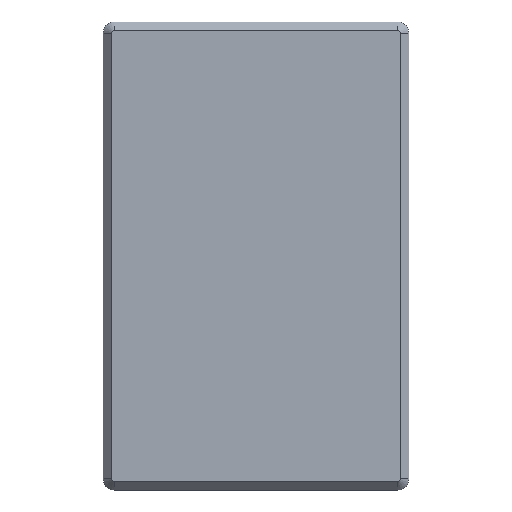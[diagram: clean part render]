
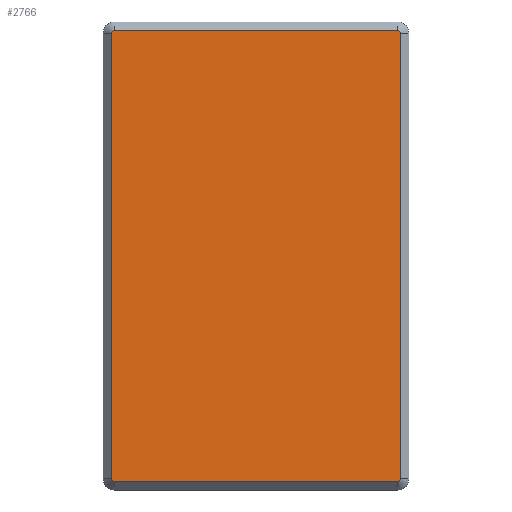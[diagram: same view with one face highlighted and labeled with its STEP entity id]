
A CAD part, top view. The second image highlights one B-rep face of the part: STEP entity #2766.
In plain terms, the highlighted planar face has unit normal (0, 0, 1).
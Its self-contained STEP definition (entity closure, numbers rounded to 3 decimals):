
#589 = VERTEX_POINT ( 'NONE', #37726 ) ;
#969 = VECTOR ( 'NONE', #17250, 1000. ) ;
#2766 = ADVANCED_FACE ( 'NONE', ( #41505 ), #6129, .T. ) ;
#3106 = CARTESIAN_POINT ( 'NONE',  ( 264.5, -17., 13.5 ) ) ;
#3221 = DIRECTION ( 'NONE',  ( -1., 0., 0. ) ) ;
#3938 = VERTEX_POINT ( 'NONE', #33315 ) ;
#6129 = PLANE ( 'NONE',  #20256 ) ;
#7150 = VECTOR ( 'NONE', #3221, 1000. ) ;
#7173 = AXIS2_PLACEMENT_3D ( 'NONE', #13683, #10054, #28025 ) ;
#7799 = CARTESIAN_POINT ( 'NONE',  ( -17., -19.5, 13.5 ) ) ;
#8672 = CARTESIAN_POINT ( 'NONE',  ( -19.5, -17., 13.5 ) ) ;
#9689 = ORIENTED_EDGE ( 'NONE', *, *, #29393, .T. ) ;
#10054 = DIRECTION ( 'NONE',  ( 0., 0., 1. ) ) ;
#10061 = EDGE_CURVE ( 'NONE', #589, #19221, #26334, .T. ) ;
#10824 = EDGE_CURVE ( 'NONE', #17363, #42071, #12595, .T. ) ;
#12587 = VERTEX_POINT ( 'NONE', #26724 ) ;
#12595 = CIRCLE ( 'NONE', #35924, 2.5 ) ;
#13415 = DIRECTION ( 'NONE',  ( 0., -1., 0. ) ) ;
#13485 = CARTESIAN_POINT ( 'NONE',  ( -17., -19.5, 13.5 ) ) ;
#13610 = ORIENTED_EDGE ( 'NONE', *, *, #10061, .T. ) ;
#13683 = CARTESIAN_POINT ( 'NONE',  ( 262., 422., 13.5 ) ) ;
#13855 = DIRECTION ( 'NONE',  ( 1., 0., 0. ) ) ;
#14184 = DIRECTION ( 'NONE',  ( 0., 0., 1. ) ) ;
#14293 = DIRECTION ( 'NONE',  ( 1., 0., 0. ) ) ;
#14463 = VECTOR ( 'NONE', #13415, 1000. ) ;
#14969 = ORIENTED_EDGE ( 'NONE', *, *, #10824, .T. ) ;
#15290 = DIRECTION ( 'NONE',  ( 1., 0., 0. ) ) ;
#16156 = LINE ( 'NONE', #44672, #14463 ) ;
#16671 = EDGE_CURVE ( 'NONE', #43752, #44810, #41977, .T. ) ;
#16684 = CARTESIAN_POINT ( 'NONE',  ( 262., 424.5, 13.5 ) ) ;
#16875 = EDGE_CURVE ( 'NONE', #44810, #17363, #39741, .T. ) ;
#17168 = AXIS2_PLACEMENT_3D ( 'NONE', #17578, #24443, #23995 ) ;
#17250 = DIRECTION ( 'NONE',  ( 0., 1., 0. ) ) ;
#17363 = VERTEX_POINT ( 'NONE', #37472 ) ;
#17578 = CARTESIAN_POINT ( 'NONE',  ( -17., -17., 13.5 ) ) ;
#18078 = ORIENTED_EDGE ( 'NONE', *, *, #43968, .T. ) ;
#19221 = VERTEX_POINT ( 'NONE', #41965 ) ;
#20256 = AXIS2_PLACEMENT_3D ( 'NONE', #37626, #44444, #13855 ) ;
#20322 = EDGE_CURVE ( 'NONE', #3938, #12587, #38509, .T. ) ;
#20904 = DIRECTION ( 'NONE',  ( 0., 0., 1. ) ) ;
#23995 = DIRECTION ( 'NONE',  ( 1., 0., 0. ) ) ;
#24399 = ORIENTED_EDGE ( 'NONE', *, *, #16875, .T. ) ;
#24443 = DIRECTION ( 'NONE',  ( 0., 0., 1. ) ) ;
#26334 = CIRCLE ( 'NONE', #33629, 2.5 ) ;
#26724 = CARTESIAN_POINT ( 'NONE',  ( 262., 424.5, 13.5 ) ) ;
#28025 = DIRECTION ( 'NONE',  ( 1., 0., 0. ) ) ;
#29393 = EDGE_CURVE ( 'NONE', #42071, #3938, #41677, .T. ) ;
#33315 = CARTESIAN_POINT ( 'NONE',  ( 264.5, 422., 13.5 ) ) ;
#33629 = AXIS2_PLACEMENT_3D ( 'NONE', #35084, #20904, #14293 ) ;
#34530 = EDGE_LOOP ( 'NONE', ( #37097, #24399, #14969, #9689, #43334, #40175, #13610, #18078 ) ) ;
#35084 = CARTESIAN_POINT ( 'NONE',  ( -17., 422., 13.5 ) ) ;
#35924 = AXIS2_PLACEMENT_3D ( 'NONE', #38609, #14184, #45015 ) ;
#37015 = CARTESIAN_POINT ( 'NONE',  ( 264.5, -17., 13.5 ) ) ;
#37097 = ORIENTED_EDGE ( 'NONE', *, *, #16671, .T. ) ;
#37472 = CARTESIAN_POINT ( 'NONE',  ( 262., -19.5, 13.5 ) ) ;
#37626 = CARTESIAN_POINT ( 'NONE',  ( -17., -17., 13.5 ) ) ;
#37726 = CARTESIAN_POINT ( 'NONE',  ( -17., 424.5, 13.5 ) ) ;
#38509 = CIRCLE ( 'NONE', #7173, 2.5 ) ;
#38609 = CARTESIAN_POINT ( 'NONE',  ( 262., -17., 13.5 ) ) ;
#39741 = LINE ( 'NONE', #7799, #41246 ) ;
#40175 = ORIENTED_EDGE ( 'NONE', *, *, #44705, .T. ) ;
#40882 = LINE ( 'NONE', #16684, #7150 ) ;
#41246 = VECTOR ( 'NONE', #15290, 1000. ) ;
#41505 = FACE_OUTER_BOUND ( 'NONE', #34530, .T. ) ;
#41677 = LINE ( 'NONE', #3106, #969 ) ;
#41965 = CARTESIAN_POINT ( 'NONE',  ( -19.5, 422., 13.5 ) ) ;
#41977 = CIRCLE ( 'NONE', #17168, 2.5 ) ;
#42071 = VERTEX_POINT ( 'NONE', #37015 ) ;
#43334 = ORIENTED_EDGE ( 'NONE', *, *, #20322, .T. ) ;
#43752 = VERTEX_POINT ( 'NONE', #8672 ) ;
#43968 = EDGE_CURVE ( 'NONE', #19221, #43752, #16156, .T. ) ;
#44444 = DIRECTION ( 'NONE',  ( 0., 0., 1. ) ) ;
#44672 = CARTESIAN_POINT ( 'NONE',  ( -19.5, 422., 13.5 ) ) ;
#44705 = EDGE_CURVE ( 'NONE', #12587, #589, #40882, .T. ) ;
#44810 = VERTEX_POINT ( 'NONE', #13485 ) ;
#45015 = DIRECTION ( 'NONE',  ( 1., 0., 0. ) ) ;
